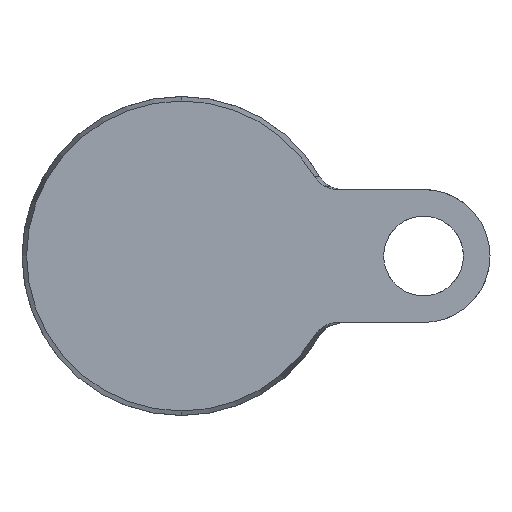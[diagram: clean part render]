
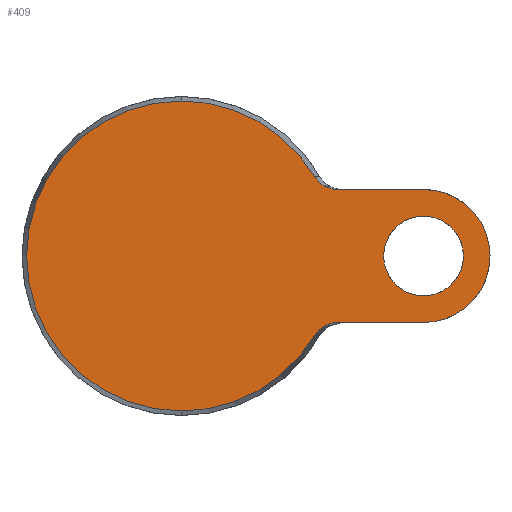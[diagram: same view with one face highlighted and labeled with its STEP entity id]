
A CAD part, front view. The second image highlights one B-rep face of the part: STEP entity #409.
In plain terms, the highlighted planar face has unit normal (0, -1, 0).
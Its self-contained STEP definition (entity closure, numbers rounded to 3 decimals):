
#37 = CARTESIAN_POINT ( 'NONE',  ( 45.5, 0., 0. ) ) ;
#40 = ORIENTED_EDGE ( 'NONE', *, *, #178, .T. ) ;
#67 = EDGE_CURVE ( 'NONE', #190, #1024, #253, .T. ) ;
#76 = CARTESIAN_POINT ( 'NONE',  ( 26.497, 0., -13.379 ) ) ;
#91 = DIRECTION ( 'NONE',  ( 0., 1., 0. ) ) ;
#121 = VERTEX_POINT ( 'NONE', #1225 ) ;
#125 = CARTESIAN_POINT ( 'NONE',  ( 27.659, 0., 12.79 ) ) ;
#131 = CARTESIAN_POINT ( 'NONE',  ( 0., 0., 0. ) ) ;
#145 = ORIENTED_EDGE ( 'NONE', *, *, #334, .T. ) ;
#150 = CARTESIAN_POINT ( 'NONE',  ( 28.933, 0., 12.5 ) ) ;
#164 = CARTESIAN_POINT ( 'NONE',  ( 45.5, 0., 12.5 ) ) ;
#167 = EDGE_CURVE ( 'NONE', #665, #688, #1087, .T. ) ;
#178 = EDGE_CURVE ( 'NONE', #121, #1123, #743, .T. ) ;
#188 = DIRECTION ( 'NONE',  ( 0., 0., -1. ) ) ;
#190 = VERTEX_POINT ( 'NONE', #346 ) ;
#197 = VERTEX_POINT ( 'NONE', #896 ) ;
#198 = AXIS2_PLACEMENT_3D ( 'NONE', #818, #948, #837 ) ;
#201 = DIRECTION ( 'NONE',  ( 0., 0., 1. ) ) ;
#208 = CARTESIAN_POINT ( 'NONE',  ( 0., 0., -29.143 ) ) ;
#211 = CARTESIAN_POINT ( 'NONE',  ( 25.011, 0., -14.959 ) ) ;
#227 = ORIENTED_EDGE ( 'NONE', *, *, #167, .T. ) ;
#233 = EDGE_CURVE ( 'NONE', #836, #197, #365, .T. ) ;
#253 = CIRCLE ( 'NONE', #1282, 29.143 ) ;
#303 = EDGE_LOOP ( 'NONE', ( #589, #227, #571, #362, #314, #145, #534, #460 ) ) ;
#312 = EDGE_CURVE ( 'NONE', #665, #1192, #604, .T. ) ;
#314 = ORIENTED_EDGE ( 'NONE', *, *, #574, .T. ) ;
#321 = AXIS2_PLACEMENT_3D ( 'NONE', #37, #457, #683 ) ;
#325 = CARTESIAN_POINT ( 'NONE',  ( 0., 0., 0. ) ) ;
#331 = CIRCLE ( 'NONE', #1048, 7.5 ) ;
#334 = EDGE_CURVE ( 'NONE', #451, #197, #840, .T. ) ;
#341 = CARTESIAN_POINT ( 'NONE',  ( 28.502, 0., 12.556 ) ) ;
#346 = CARTESIAN_POINT ( 'NONE',  ( 0., 0., 29.143 ) ) ;
#362 = ORIENTED_EDGE ( 'NONE', *, *, #67, .T. ) ;
#365 = LINE ( 'NONE', #697, #600 ) ;
#381 = AXIS2_PLACEMENT_3D ( 'NONE', #131, #445, #453 ) ;
#387 = CARTESIAN_POINT ( 'NONE',  ( 26.862, 0., -13.142 ) ) ;
#388 = EDGE_LOOP ( 'NONE', ( #945, #40 ) ) ;
#409 = ADVANCED_FACE ( 'NONE', ( #852, #1256 ), #410, .F. ) ;
#410 = PLANE ( 'NONE',  #540 ) ;
#432 = DIRECTION ( 'NONE',  ( 0., -1., 0. ) ) ;
#439 = CARTESIAN_POINT ( 'NONE',  ( 26.144, 0., 13.642 ) ) ;
#445 = DIRECTION ( 'NONE',  ( 0., -1., 0. ) ) ;
#451 = VERTEX_POINT ( 'NONE', #211 ) ;
#453 = DIRECTION ( 'NONE',  ( 0., 0., -1. ) ) ;
#454 = CARTESIAN_POINT ( 'NONE',  ( 25.507, 0., 14.24 ) ) ;
#457 = DIRECTION ( 'NONE',  ( 0., 1., 0. ) ) ;
#460 = ORIENTED_EDGE ( 'NONE', *, *, #1316, .F. ) ;
#469 = CARTESIAN_POINT ( 'NONE',  ( 25.237, 0., -14.58 ) ) ;
#490 = CIRCLE ( 'NONE', #381, 29.143 ) ;
#491 = DIRECTION ( 'NONE',  ( 1., 0., 0. ) ) ;
#496 = CARTESIAN_POINT ( 'NONE',  ( 28.933, 0., -12.5 ) ) ;
#510 = AXIS2_PLACEMENT_3D ( 'NONE', #767, #639, #188 ) ;
#534 = ORIENTED_EDGE ( 'NONE', *, *, #233, .F. ) ;
#535 = CARTESIAN_POINT ( 'NONE',  ( 25.011, 0., 14.959 ) ) ;
#540 = AXIS2_PLACEMENT_3D ( 'NONE', #1281, #91, #1055 ) ;
#544 = DIRECTION ( 'NONE',  ( 0., 0., -1. ) ) ;
#549 = CARTESIAN_POINT ( 'NONE',  ( 26.678, 0., 13.261 ) ) ;
#571 = ORIENTED_EDGE ( 'NONE', *, *, #625, .T. ) ;
#574 = EDGE_CURVE ( 'NONE', #1024, #451, #490, .T. ) ;
#589 = ORIENTED_EDGE ( 'NONE', *, *, #312, .F. ) ;
#600 = VECTOR ( 'NONE', #821, 1000. ) ;
#602 = CARTESIAN_POINT ( 'NONE',  ( 45.5, 0., -7.5 ) ) ;
#604 = LINE ( 'NONE', #1238, #781 ) ;
#611 = CARTESIAN_POINT ( 'NONE',  ( 29.374, 0., -12.5 ) ) ;
#625 = EDGE_CURVE ( 'NONE', #688, #190, #1122, .T. ) ;
#639 = DIRECTION ( 'NONE',  ( 0., -1., 0. ) ) ;
#662 = CARTESIAN_POINT ( 'NONE',  ( 25.237, 0., 14.58 ) ) ;
#665 = VERTEX_POINT ( 'NONE', #975 ) ;
#670 = CARTESIAN_POINT ( 'NONE',  ( 27.057, 0., 13.048 ) ) ;
#683 = DIRECTION ( 'NONE',  ( 0., 0., 1. ) ) ;
#688 = VERTEX_POINT ( 'NONE', #535 ) ;
#697 = CARTESIAN_POINT ( 'NONE',  ( 15., 0., -12.5 ) ) ;
#713 = CARTESIAN_POINT ( 'NONE',  ( 25.011, 0., -14.959 ) ) ;
#743 = CIRCLE ( 'NONE', #321, 7.5 ) ;
#767 = CARTESIAN_POINT ( 'NONE',  ( 0., 0., 0. ) ) ;
#769 = CARTESIAN_POINT ( 'NONE',  ( 27.253, 0., 12.954 ) ) ;
#774 = CARTESIAN_POINT ( 'NONE',  ( 25.976, 0., 13.785 ) ) ;
#781 = VECTOR ( 'NONE', #491, 1000. ) ;
#815 = CARTESIAN_POINT ( 'NONE',  ( 28.503, 0., -12.556 ) ) ;
#818 = CARTESIAN_POINT ( 'NONE',  ( 45.5, 0., 0. ) ) ;
#821 = DIRECTION ( 'NONE',  ( -1., 0., 0. ) ) ;
#836 = VERTEX_POINT ( 'NONE', #889 ) ;
#837 = DIRECTION ( 'NONE',  ( 0., 0., -1. ) ) ;
#840 = B_SPLINE_CURVE_WITH_KNOTS ( 'NONE', 3,
 ( #713, #469, #1346, #1339, #917, #76, #387, #902, #1015, #1121, #815, #496, #611 ),
 .UNSPECIFIED., .F., .F.,
 ( 4, 2, 2, 1, 2, 2, 4 ),
 ( 0., 0.001, 0.002, 0.003, 0.003, 0.004, 0.005 ),
 .UNSPECIFIED. ) ;
#852 = FACE_OUTER_BOUND ( 'NONE', #303, .T. ) ;
#870 = CARTESIAN_POINT ( 'NONE',  ( 29.374, 0., 12.5 ) ) ;
#889 = CARTESIAN_POINT ( 'NONE',  ( 45.5, 0., -12.5 ) ) ;
#896 = CARTESIAN_POINT ( 'NONE',  ( 29.374, 0., -12.5 ) ) ;
#902 = CARTESIAN_POINT ( 'NONE',  ( 27.255, 0., -12.953 ) ) ;
#917 = CARTESIAN_POINT ( 'NONE',  ( 26.146, 0., -13.64 ) ) ;
#945 = ORIENTED_EDGE ( 'NONE', *, *, #983, .T. ) ;
#948 = DIRECTION ( 'NONE',  ( 0., 1., 0. ) ) ;
#957 = DIRECTION ( 'NONE',  ( 0., 1., 0. ) ) ;
#975 = CARTESIAN_POINT ( 'NONE',  ( 29.374, 0., 12.5 ) ) ;
#983 = EDGE_CURVE ( 'NONE', #1123, #121, #331, .T. ) ;
#984 = CARTESIAN_POINT ( 'NONE',  ( 26.495, 0., 13.38 ) ) ;
#993 = CARTESIAN_POINT ( 'NONE',  ( 27.869, 0., 12.721 ) ) ;
#1015 = CARTESIAN_POINT ( 'NONE',  ( 27.662, 0., -12.789 ) ) ;
#1024 = VERTEX_POINT ( 'NONE', #208 ) ;
#1046 = CARTESIAN_POINT ( 'NONE',  ( 45.5, 0., 0. ) ) ;
#1048 = AXIS2_PLACEMENT_3D ( 'NONE', #1046, #957, #201 ) ;
#1055 = DIRECTION ( 'NONE',  ( 0., 0., 1. ) ) ;
#1087 = B_SPLINE_CURVE_WITH_KNOTS ( 'NONE', 3,
 ( #870, #150, #341, #993, #125, #769, #670, #549, #984, #439, #774, #454, #662, #1297 ),
 .UNSPECIFIED., .F., .F.,
 ( 4, 2, 2, 2, 2, 2, 4 ),
 ( 0., 0.001, 0.002, 0.003, 0.003, 0.004, 0.005 ),
 .UNSPECIFIED. ) ;
#1121 = CARTESIAN_POINT ( 'NONE',  ( 27.871, 0., -12.72 ) ) ;
#1122 = CIRCLE ( 'NONE', #510, 29.143 ) ;
#1123 = VERTEX_POINT ( 'NONE', #602 ) ;
#1192 = VERTEX_POINT ( 'NONE', #164 ) ;
#1225 = CARTESIAN_POINT ( 'NONE',  ( 45.5, 0., 7.5 ) ) ;
#1238 = CARTESIAN_POINT ( 'NONE',  ( 15., 0., 12.5 ) ) ;
#1256 = FACE_BOUND ( 'NONE', #388, .T. ) ;
#1281 = CARTESIAN_POINT ( 'NONE',  ( -29.143, 0., 0. ) ) ;
#1282 = AXIS2_PLACEMENT_3D ( 'NONE', #325, #432, #544 ) ;
#1297 = CARTESIAN_POINT ( 'NONE',  ( 25.011, 0., 14.959 ) ) ;
#1316 = EDGE_CURVE ( 'NONE', #1192, #836, #1332, .T. ) ;
#1332 = CIRCLE ( 'NONE', #198, 12.5 ) ;
#1339 = CARTESIAN_POINT ( 'NONE',  ( 25.977, 0., -13.784 ) ) ;
#1346 = CARTESIAN_POINT ( 'NONE',  ( 25.508, 0., -14.24 ) ) ;
